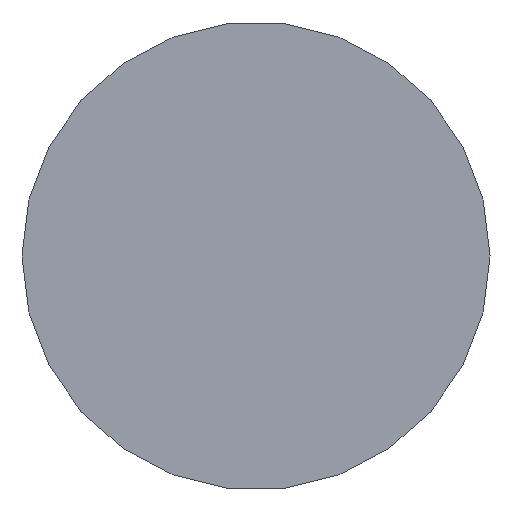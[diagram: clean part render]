
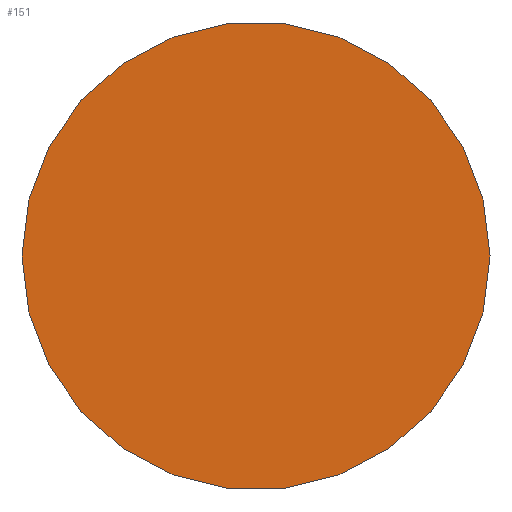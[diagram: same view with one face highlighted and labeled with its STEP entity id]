
A CAD part, left-side view. The second image highlights one B-rep face of the part: STEP entity #151.
In plain terms, the highlighted planar face has unit normal (-1, 0, 0).
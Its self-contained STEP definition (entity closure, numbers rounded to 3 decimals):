
#20 = CARTESIAN_POINT ( 'NONE',  ( -1943.5, 0., 0. ) ) ;
#30 = EDGE_LOOP ( 'NONE', ( #126, #58 ) ) ;
#33 = CIRCLE ( 'NONE', #134, 6. ) ;
#34 = EDGE_CURVE ( 'NONE', #137, #138, #165, .T. ) ;
#39 = DIRECTION ( 'NONE',  ( 0., 1., 0. ) ) ;
#48 = DIRECTION ( 'NONE',  ( 0., 1., 0. ) ) ;
#51 = CARTESIAN_POINT ( 'NONE',  ( -1943.5, -6., 0. ) ) ;
#57 = AXIS2_PLACEMENT_3D ( 'NONE', #20, #105, #39 ) ;
#58 = ORIENTED_EDGE ( 'NONE', *, *, #140, .F. ) ;
#62 = CARTESIAN_POINT ( 'NONE',  ( -1943.5, 6., 0. ) ) ;
#76 = CARTESIAN_POINT ( 'NONE',  ( -1943.5, 0., 0. ) ) ;
#87 = FACE_OUTER_BOUND ( 'NONE', #30, .T. ) ;
#105 = DIRECTION ( 'NONE',  ( 1., 0., 0. ) ) ;
#116 = CARTESIAN_POINT ( 'NONE',  ( -1943.5, 0., 0. ) ) ;
#117 = DIRECTION ( 'NONE',  ( 1., 0., 0. ) ) ;
#124 = AXIS2_PLACEMENT_3D ( 'NONE', #76, #117, #130 ) ;
#126 = ORIENTED_EDGE ( 'NONE', *, *, #34, .F. ) ;
#130 = DIRECTION ( 'NONE',  ( 0., 1., 0. ) ) ;
#134 = AXIS2_PLACEMENT_3D ( 'NONE', #116, #172, #48 ) ;
#137 = VERTEX_POINT ( 'NONE', #51 ) ;
#138 = VERTEX_POINT ( 'NONE', #62 ) ;
#140 = EDGE_CURVE ( 'NONE', #138, #137, #33, .T. ) ;
#151 = ADVANCED_FACE ( 'NONE', ( #87 ), #157, .F. ) ;
#157 = PLANE ( 'NONE',  #57 ) ;
#165 = CIRCLE ( 'NONE', #124, 6. ) ;
#172 = DIRECTION ( 'NONE',  ( 1., 0., 0. ) ) ;
